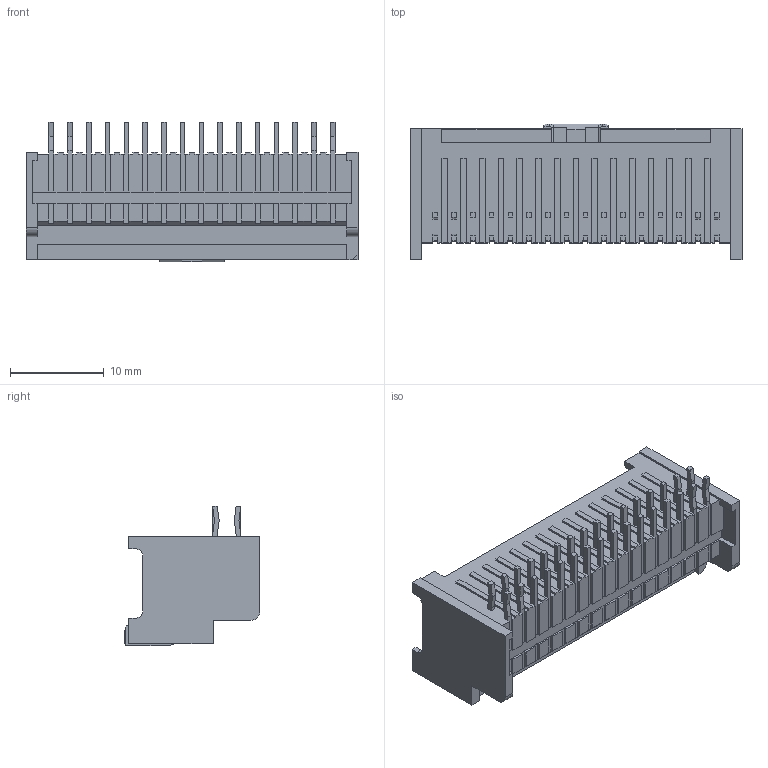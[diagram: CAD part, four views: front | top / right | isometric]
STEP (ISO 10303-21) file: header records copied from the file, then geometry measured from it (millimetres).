
FILE_DESCRIPTION((''),'2;1');
FILE_NAME('559593230','2017-02-16T',('ghp'),(''),'PRO/ENGINEER BY PARAMETRIC TECHNOLOGY CORPORATION, 2012310','PRO/ENGINEER BY PARAMETRIC TECHNOLOGY CORPORATION, 2012310','');
FILE_SCHEMA(('CONFIG_CONTROL_DESIGN'));
Length unit declared in the file: millimetre
Products named in the file (1): 559593230
Bounding box: 35.4 x 14.5 x 14.9 mm (x, y, z)
Volume: 2440.7 mm3; surface area: 3155.7 mm2
Topology: 1 solids, 1 shells, 791 faces, 2204 edges, 1461 vertices
Faces by surface type: plane 769, cylinder 12, cone 10
Entity records: 24759 total; most frequent: CARTESIAN_POINT 4390, ORIENTED_EDGE 4274, DIRECTION 3886, EDGE_CURVE 2137, VECTOR 2106, LINE 2106, VERTEX_POINT 1394, AXIS2_PLACEMENT_3D 890
